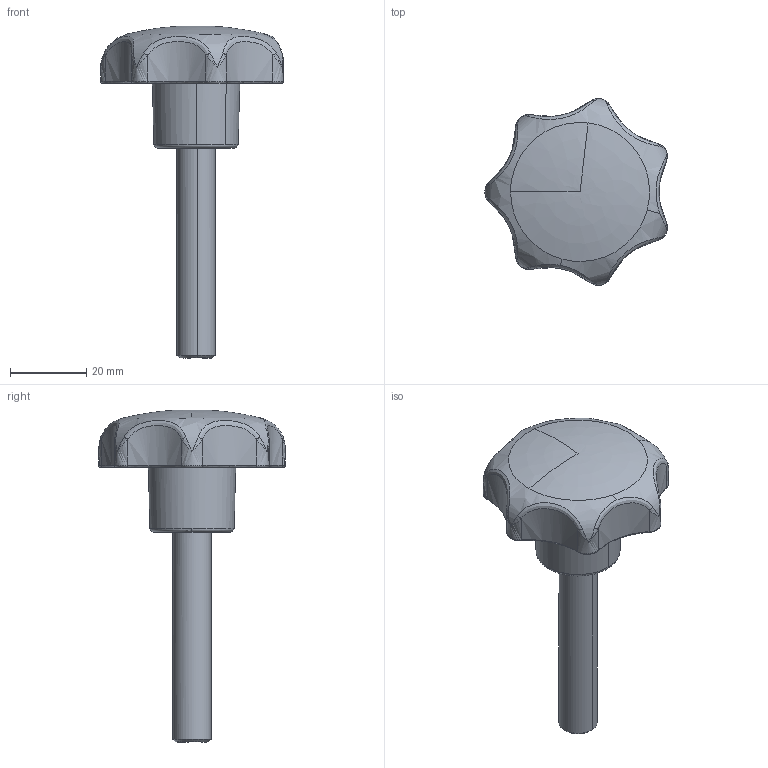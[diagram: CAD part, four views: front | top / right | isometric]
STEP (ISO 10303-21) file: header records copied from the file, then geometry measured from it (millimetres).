
FILE_DESCRIPTION((''),'2;1');
FILE_NAME('','2005-07-15T11:02:18',(''),(''),'','CADfix','');
FILE_SCHEMA(('AUTOMOTIVE_DESIGN'));
Length unit declared in the file: millimetre
Products named in the file (3): screw; knob; KSM_50_M10_55_9632_36
Assembly tree (2 placements, depth 2):
  KSM_50_M10_55_9632_36
    screw
    knob
Bounding box: 47.87 x 48.92 x 87 mm (x, y, z)
Volume: 23448.8 mm3; surface area: 11282 mm2
Topology: 2 solids, 2 shells, 89 faces, 255 edges, 157 vertices
Faces by surface type: bspline 89
Entity records: 6552 total; most frequent: CARTESIAN_POINT 5216, ORIENTED_EDGE 478, EDGE_CURVE 239, VERTEX_POINT 157, EDGE_LOOP 92, FACE_OUTER_BOUND 89, ADVANCED_FACE 89, B_SPLINE_CURVE_WITH_KNOTS 67
